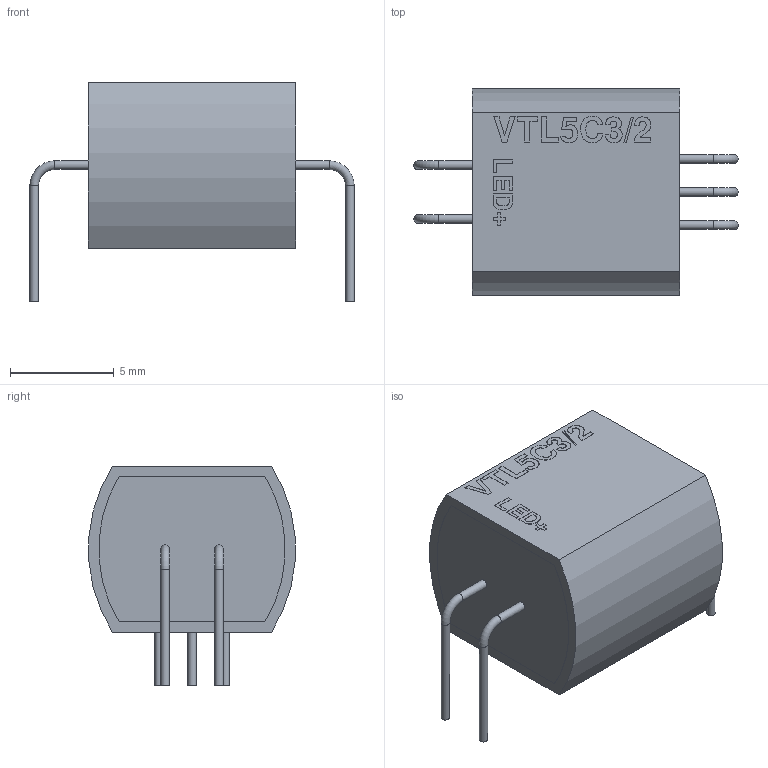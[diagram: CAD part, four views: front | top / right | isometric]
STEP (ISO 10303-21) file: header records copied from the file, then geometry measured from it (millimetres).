
FILE_DESCRIPTION(('FreeCAD Model'),'2;1');
FILE_NAME('Xvive_VTL5C3_2.step','2019-07-22T17:23:56',('Author'),(''), 'Open CASCADE STEP processor 7.3','FreeCAD','Unknown');
FILE_SCHEMA(('AUTOMOTIVE_DESIGN { 1 0 10303 214 1 1 1 1 }'));
Length unit declared in the file: millimetre
Products named in the file (1): Xvive_VTL5C3/2
Bounding box: 15.65 x 9.95 x 10.61 mm (x, y, z)
Volume: 745.2 mm3; surface area: 529.1 mm2
Topology: 1 solids, 1 shells, 208 faces, 548 edges, 362 vertices
Faces by surface type: plane 108, extrusion 79, cylinder 16, torus 5
Full cylindrical faces by diameter (mm): 0.415 x10
Entity records: 7936 total; most frequent: CARTESIAN_POINT 1593, ORIENTED_EDGE 1096, DIRECTION 766, EDGE_CURVE 548, VECTOR 432, VERTEX_POINT 362, LINE 353, B_SPLINE_CURVE_WITH_KNOTS 237
